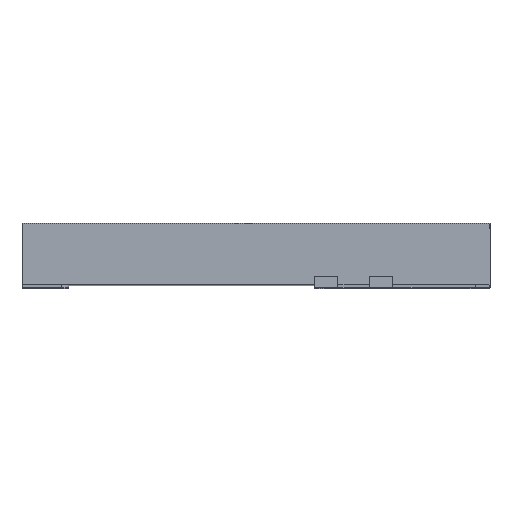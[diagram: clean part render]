
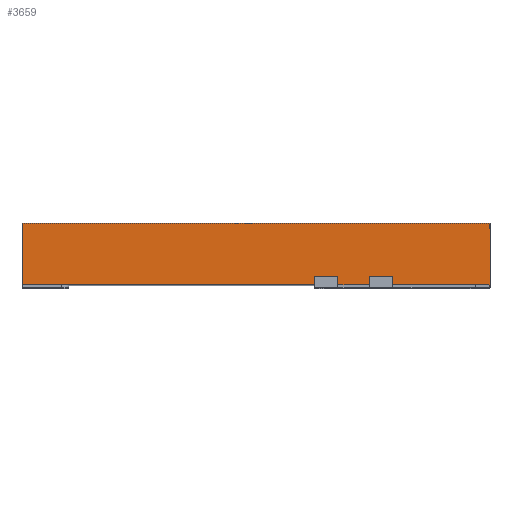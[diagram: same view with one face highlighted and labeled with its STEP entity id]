
A CAD part, top view. The second image highlights one B-rep face of the part: STEP entity #3659.
In plain terms, the highlighted planar face has unit normal (0, 0, 1).
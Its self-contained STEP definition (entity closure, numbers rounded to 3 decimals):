
#100 = CARTESIAN_POINT ( 'NONE',  ( 1.94, 0.2, 4. ) ) ;
#132 = CARTESIAN_POINT ( 'NONE',  ( -4., 0.05, 4. ) ) ;
#202 = VECTOR ( 'NONE', #1418, 1000. ) ;
#430 = VERTEX_POINT ( 'NONE', #6931 ) ;
#460 = DIRECTION ( 'NONE',  ( 0., -1., 0. ) ) ;
#534 = DIRECTION ( 'NONE',  ( 0., -1., 0. ) ) ;
#651 = VECTOR ( 'NONE', #4151, 1000. ) ;
#941 = VERTEX_POINT ( 'NONE', #100 ) ;
#964 = AXIS2_PLACEMENT_3D ( 'NONE', #4944, #1383, #3761 ) ;
#1274 = VECTOR ( 'NONE', #4312, 1000. ) ;
#1277 = ORIENTED_EDGE ( 'NONE', *, *, #7055, .T. ) ;
#1329 = LINE ( 'NONE', #6146, #4207 ) ;
#1383 = DIRECTION ( 'NONE',  ( 0., 0., -1. ) ) ;
#1418 = DIRECTION ( 'NONE',  ( 0., -1., 0. ) ) ;
#1460 = ORIENTED_EDGE ( 'NONE', *, *, #1798, .T. ) ;
#1707 = VERTEX_POINT ( 'NONE', #6542 ) ;
#1757 = CARTESIAN_POINT ( 'NONE',  ( 1.4, 0.05, 4. ) ) ;
#1798 = EDGE_CURVE ( 'NONE', #430, #4140, #2096, .T. ) ;
#1896 = LINE ( 'NONE', #3078, #202 ) ;
#1921 = LINE ( 'NONE', #5971, #3039 ) ;
#1967 = DIRECTION ( 'NONE',  ( 1., 0., 0. ) ) ;
#2061 = DIRECTION ( 'NONE',  ( 1., 0., 0. ) ) ;
#2096 = LINE ( 'NONE', #4833, #5557 ) ;
#2177 = CARTESIAN_POINT ( 'NONE',  ( 1., 0.05, 4. ) ) ;
#2199 = CARTESIAN_POINT ( 'NONE',  ( 1.4, 0.2, 4. ) ) ;
#2235 = VERTEX_POINT ( 'NONE', #2640 ) ;
#2240 = VECTOR ( 'NONE', #3086, 1000. ) ;
#2256 = CARTESIAN_POINT ( 'NONE',  ( 1., 0.2, 4. ) ) ;
#2285 = CARTESIAN_POINT ( 'NONE',  ( 1.4, 0.2, 4. ) ) ;
#2357 = ORIENTED_EDGE ( 'NONE', *, *, #2971, .F. ) ;
#2366 = ORIENTED_EDGE ( 'NONE', *, *, #7655, .F. ) ;
#2382 = LINE ( 'NONE', #2199, #3779 ) ;
#2410 = CARTESIAN_POINT ( 'NONE',  ( 2.34, 0.2, 4. ) ) ;
#2422 = CARTESIAN_POINT ( 'NONE',  ( 4., 0.05, 4. ) ) ;
#2485 = CARTESIAN_POINT ( 'NONE',  ( -4., 0.05, 4. ) ) ;
#2490 = ORIENTED_EDGE ( 'NONE', *, *, #7180, .T. ) ;
#2526 = LINE ( 'NONE', #4042, #7580 ) ;
#2600 = ORIENTED_EDGE ( 'NONE', *, *, #6884, .T. ) ;
#2610 = ORIENTED_EDGE ( 'NONE', *, *, #7692, .T. ) ;
#2640 = CARTESIAN_POINT ( 'NONE',  ( 1.94, 0.05, 4. ) ) ;
#2676 = VERTEX_POINT ( 'NONE', #4643 ) ;
#2839 = LINE ( 'NONE', #132, #1274 ) ;
#2864 = CARTESIAN_POINT ( 'NONE',  ( 2.34, 0.05, 4. ) ) ;
#2971 = EDGE_CURVE ( 'NONE', #430, #2676, #3167, .T. ) ;
#3039 = VECTOR ( 'NONE', #5995, 1000. ) ;
#3078 = CARTESIAN_POINT ( 'NONE',  ( 1.94, 0.2, 4. ) ) ;
#3086 = DIRECTION ( 'NONE',  ( 1., 0., 0. ) ) ;
#3167 = LINE ( 'NONE', #3727, #4662 ) ;
#3229 = ORIENTED_EDGE ( 'NONE', *, *, #4682, .F. ) ;
#3469 = VERTEX_POINT ( 'NONE', #2422 ) ;
#3515 = ORIENTED_EDGE ( 'NONE', *, *, #3668, .T. ) ;
#3659 = ADVANCED_FACE ( 'NONE', ( #5787 ), #6749, .F. ) ;
#3668 = EDGE_CURVE ( 'NONE', #4430, #3469, #4934, .T. ) ;
#3727 = CARTESIAN_POINT ( 'NONE',  ( -4., 1.1, 4. ) ) ;
#3761 = DIRECTION ( 'NONE',  ( -1., 0., 0. ) ) ;
#3779 = VECTOR ( 'NONE', #5791, 1000. ) ;
#3816 = LINE ( 'NONE', #2410, #2240 ) ;
#3959 = CARTESIAN_POINT ( 'NONE',  ( 1.4, 0.2, 4. ) ) ;
#4042 = CARTESIAN_POINT ( 'NONE',  ( 1., 0.2, 4. ) ) ;
#4112 = VECTOR ( 'NONE', #534, 1000. ) ;
#4140 = VERTEX_POINT ( 'NONE', #2485 ) ;
#4151 = DIRECTION ( 'NONE',  ( 0., -1., 0. ) ) ;
#4207 = VECTOR ( 'NONE', #5591, 1000. ) ;
#4312 = DIRECTION ( 'NONE',  ( 1., 0., 0. ) ) ;
#4313 = CARTESIAN_POINT ( 'NONE',  ( -4., 0.05, 4. ) ) ;
#4430 = VERTEX_POINT ( 'NONE', #2864 ) ;
#4643 = CARTESIAN_POINT ( 'NONE',  ( 4., 1.1, 4. ) ) ;
#4662 = VECTOR ( 'NONE', #1967, 1000. ) ;
#4682 = EDGE_CURVE ( 'NONE', #941, #2235, #1896, .T. ) ;
#4747 = VECTOR ( 'NONE', #2061, 1000. ) ;
#4833 = CARTESIAN_POINT ( 'NONE',  ( -4., 1.1, 4. ) ) ;
#4934 = LINE ( 'NONE', #4313, #4747 ) ;
#4944 = CARTESIAN_POINT ( 'NONE',  ( -4., 1.1, 4. ) ) ;
#5241 = CARTESIAN_POINT ( 'NONE',  ( 2.34, 0.2, 4. ) ) ;
#5260 = VERTEX_POINT ( 'NONE', #2177 ) ;
#5454 = VERTEX_POINT ( 'NONE', #2256 ) ;
#5557 = VECTOR ( 'NONE', #6760, 1000. ) ;
#5591 = DIRECTION ( 'NONE',  ( 1., 0., 0. ) ) ;
#5787 = FACE_OUTER_BOUND ( 'NONE', #6603, .T. ) ;
#5791 = DIRECTION ( 'NONE',  ( 1., 0., 0. ) ) ;
#5971 = CARTESIAN_POINT ( 'NONE',  ( 4., 1.1, 4. ) ) ;
#5976 = VERTEX_POINT ( 'NONE', #1757 ) ;
#5995 = DIRECTION ( 'NONE',  ( 0., -1., 0. ) ) ;
#6146 = CARTESIAN_POINT ( 'NONE',  ( -4., 0.05, 4. ) ) ;
#6433 = VERTEX_POINT ( 'NONE', #3959 ) ;
#6542 = CARTESIAN_POINT ( 'NONE',  ( 2.34, 0.2, 4. ) ) ;
#6563 = EDGE_CURVE ( 'NONE', #2676, #3469, #1921, .T. ) ;
#6603 = EDGE_LOOP ( 'NONE', ( #2366, #1277, #2610, #2600, #3229, #6751, #2490, #3515, #7123, #2357, #1460, #6948 ) ) ;
#6718 = LINE ( 'NONE', #5241, #651 ) ;
#6732 = LINE ( 'NONE', #2285, #4112 ) ;
#6749 = PLANE ( 'NONE',  #964 ) ;
#6751 = ORIENTED_EDGE ( 'NONE', *, *, #7369, .T. ) ;
#6760 = DIRECTION ( 'NONE',  ( 0., -1., 0. ) ) ;
#6884 = EDGE_CURVE ( 'NONE', #5976, #2235, #2839, .T. ) ;
#6931 = CARTESIAN_POINT ( 'NONE',  ( -4., 1.1, 4. ) ) ;
#6948 = ORIENTED_EDGE ( 'NONE', *, *, #7551, .T. ) ;
#7055 = EDGE_CURVE ( 'NONE', #5454, #6433, #2382, .T. ) ;
#7123 = ORIENTED_EDGE ( 'NONE', *, *, #6563, .F. ) ;
#7180 = EDGE_CURVE ( 'NONE', #1707, #4430, #6718, .T. ) ;
#7369 = EDGE_CURVE ( 'NONE', #941, #1707, #3816, .T. ) ;
#7551 = EDGE_CURVE ( 'NONE', #4140, #5260, #1329, .T. ) ;
#7580 = VECTOR ( 'NONE', #460, 1000. ) ;
#7655 = EDGE_CURVE ( 'NONE', #5454, #5260, #2526, .T. ) ;
#7692 = EDGE_CURVE ( 'NONE', #6433, #5976, #6732, .T. ) ;
